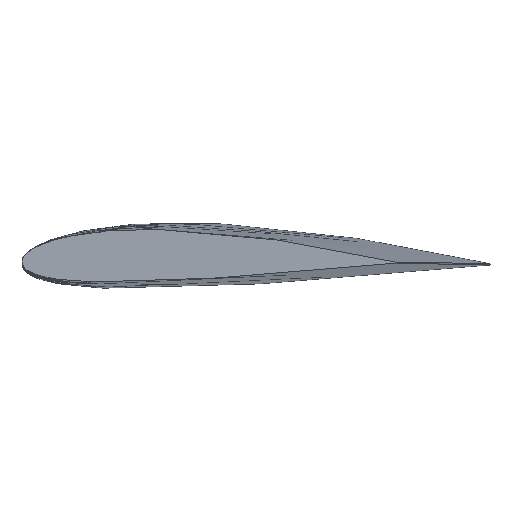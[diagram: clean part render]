
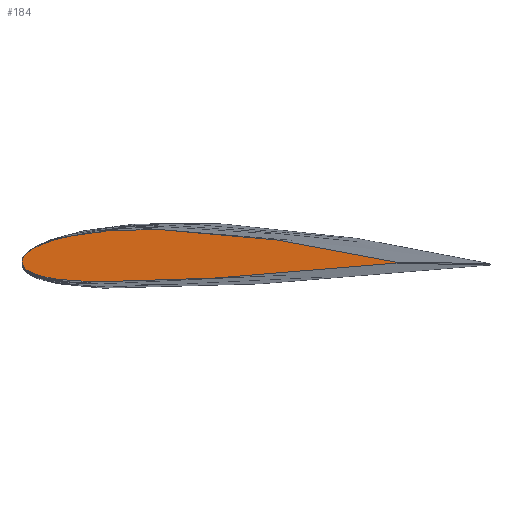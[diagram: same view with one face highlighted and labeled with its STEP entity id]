
A CAD part, top view. The second image highlights one B-rep face of the part: STEP entity #184.
In plain terms, the highlighted planar face has unit normal (0, 0, 1).
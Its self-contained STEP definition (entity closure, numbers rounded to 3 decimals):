
#3 = DIRECTION ( 'NONE',  ( 1., 0., 0. ) ) ;
#17 = CARTESIAN_POINT ( 'NONE',  ( 5.754, -4.259, 312.5 ) ) ;
#23 = CARTESIAN_POINT ( 'NONE',  ( 7.721, 6.443, 312.5 ) ) ;
#25 = DIRECTION ( 'NONE',  ( 0., 0., 1. ) ) ;
#34 = ORIENTED_EDGE ( 'NONE', *, *, #203, .T. ) ;
#39 = CARTESIAN_POINT ( 'NONE',  ( 120., 0.176, 312.5 ) ) ;
#46 = CARTESIAN_POINT ( 'NONE',  ( 120., -0.176, 312.5 ) ) ;
#52 = CARTESIAN_POINT ( 'NONE',  ( 41.414, 10.73, 312.5 ) ) ;
#54 = CARTESIAN_POINT ( 'NONE',  ( 19.539, 9.311, 312.5 ) ) ;
#70 = CARTESIAN_POINT ( 'NONE',  ( 119.957, 0., 312.5 ) ) ;
#75 = CARTESIAN_POINT ( 'NONE',  ( 1.116, 2.769, 312.5 ) ) ;
#78 = CARTESIAN_POINT ( 'NONE',  ( 24.465, 9.958, 312.5 ) ) ;
#82 = CARTESIAN_POINT ( 'NONE',  ( 35.467, 10.677, 312.5 ) ) ;
#85 = CARTESIAN_POINT ( 'NONE',  ( 15.074, 8.49, 312.5 ) ) ;
#91 = CARTESIAN_POINT ( 'NONE',  ( 116.899, 0.888, 312.5 ) ) ;
#103 = FACE_OUTER_BOUND ( 'NONE', #158, .T. ) ;
#106 = CARTESIAN_POINT ( 'NONE',  ( 2.705, 4.043, 312.5 ) ) ;
#109 = CARTESIAN_POINT ( 'NONE',  ( 114.55, -0.688, 312.5 ) ) ;
#112 = CARTESIAN_POINT ( 'NONE',  ( 3.404, -3.444, 312.5 ) ) ;
#114 = CARTESIAN_POINT ( 'NONE',  ( 8.662, -4.936, 312.5 ) ) ;
#116 = CARTESIAN_POINT ( 'NONE',  ( 101.178, -1.88, 312.5 ) ) ;
#124 = AXIS2_PLACEMENT_3D ( 'NONE', #154, #360, #3 ) ;
#136 = CARTESIAN_POINT ( 'NONE',  ( 83.891, -3.329, 312.5 ) ) ;
#141 = CARTESIAN_POINT ( 'NONE',  ( 99.724, 4.4, 312.5 ) ) ;
#146 = CARTESIAN_POINT ( 'NONE',  ( 119.554, -0.216, 312.5 ) ) ;
#148 = DIRECTION ( 'NONE',  ( -1., 0., 0. ) ) ;
#153 = CARTESIAN_POINT ( 'NONE',  ( 120., 0.176, 312.5 ) ) ;
#154 = CARTESIAN_POINT ( 'NONE',  ( 119.957, 0., 312.5 ) ) ;
#157 = VERTEX_POINT ( 'NONE', #153 ) ;
#158 = EDGE_LOOP ( 'NONE', ( #34, #362 ) ) ;
#165 = CARTESIAN_POINT ( 'NONE',  ( 119.896, 0.202, 312.5 ) ) ;
#168 = CARTESIAN_POINT ( 'NONE',  ( 29.795, 10.419, 312.5 ) ) ;
#171 = CARTESIAN_POINT ( 'NONE',  ( 93.112, -2.569, 312.5 ) ) ;
#177 = CARTESIAN_POINT ( 'NONE',  ( 4.91, 5.273, 312.5 ) ) ;
#179 = CARTESIAN_POINT ( 'NONE',  ( 1.625, -2.495, 312.5 ) ) ;
#184 = ADVANCED_FACE ( 'NONE', ( #103 ), #312, .T. ) ;
#191 = CIRCLE ( 'NONE', #298, 0.182 ) ;
#201 = CARTESIAN_POINT ( 'NONE',  ( 27.079, -6.305, 312.5 ) ) ;
#203 = EDGE_CURVE ( 'NONE', #157, #242, #273, .T. ) ;
#207 = CARTESIAN_POINT ( 'NONE',  ( 120., -0.176, 312.5 ) ) ;
#209 = CARTESIAN_POINT ( 'NONE',  ( 16.041, -5.871, 312.5 ) ) ;
#213 = CARTESIAN_POINT ( 'NONE',  ( 114.677, 1.38, 312.5 ) ) ;
#223 = CARTESIAN_POINT ( 'NONE',  ( 111.687, -0.949, 312.5 ) ) ;
#227 = CARTESIAN_POINT ( 'NONE',  ( 11.12, 7.526, 312.5 ) ) ;
#234 = CARTESIAN_POINT ( 'NONE',  ( 106.769, -1.393, 312.5 ) ) ;
#238 = CARTESIAN_POINT ( 'NONE',  ( 119.468, 0.306, 312.5 ) ) ;
#242 = VERTEX_POINT ( 'NONE', #207 ) ;
#251 = CARTESIAN_POINT ( 'NONE',  ( 111.86, 1.988, 312.5 ) ) ;
#255 = CARTESIAN_POINT ( 'NONE',  ( 12.103, -5.473, 312.5 ) ) ;
#259 = CARTESIAN_POINT ( 'NONE',  ( 87.73, 6.464, 312.5 ) ) ;
#261 = EDGE_CURVE ( 'NONE', #242, #157, #191, .T. ) ;
#263 = CARTESIAN_POINT ( 'NONE',  ( 41.641, -5.991, 312.5 ) ) ;
#265 = CARTESIAN_POINT ( 'NONE',  ( 74.242, -4.086, 312.5 ) ) ;
#273 = B_SPLINE_CURVE_WITH_KNOTS ( 'NONE', 3,
 ( #39, #165, #238, #356, #91, #213, #251, #351, #141, #259, #343, #320, #349, #288, #371, #52, #82, #168, #78, #54, #85, #227, #23, #177, #106, #75, #376, #323, #296, #179, #112, #17, #114, #255, #209, #374, #201, #314, #263, #317, #291, #380, #265, #136, #171, #116, #234, #223, #109, #294, #339, #146, #46 ),
 .UNSPECIFIED., .F., .F.,
 ( 4, 1, 1, 1, 1, 1, 1, 1, 1, 1, 1, 1, 1, 1, 1, 1, 1, 1, 1, 1, 1, 1, 1, 1, 1, 1, 1, 1, 1, 1, 1, 1, 1, 1, 1, 1, 1, 1, 1, 1, 1, 1, 1, 1, 1, 1, 1, 1, 1, 1, 4 ),
 ( 0., 0.001, 0.005, 0.012, 0.021, 0.033, 0.047, 0.082, 0.123, 0.195, 0.221, 0.247, 0.272, 0.298, 0.323, 0.347, 0.37, 0.392, 0.412, 0.431, 0.447, 0.462, 0.474, 0.484, 0.492, 0.499, 0.504, 0.509, 0.516, 0.524, 0.534, 0.546, 0.56, 0.576, 0.594, 0.614, 0.657, 0.681, 0.705, 0.73, 0.781, 0.806, 0.854, 0.898, 0.918, 0.953, 0.967, 0.979, 0.988, 0.995, 1. ),
 .UNSPECIFIED. ) ;
#288 = CARTESIAN_POINT ( 'NONE',  ( 53.794, 10.235, 312.5 ) ) ;
#291 = CARTESIAN_POINT ( 'NONE',  ( 55.796, -5.354, 312.5 ) ) ;
#294 = CARTESIAN_POINT ( 'NONE',  ( 116.812, -0.477, 312.5 ) ) ;
#296 = CARTESIAN_POINT ( 'NONE',  ( 0.413, -1.372, 312.5 ) ) ;
#298 = AXIS2_PLACEMENT_3D ( 'NONE', #70, #25, #148 ) ;
#312 = PLANE ( 'NONE',  #124 ) ;
#314 = CARTESIAN_POINT ( 'NONE',  ( 34.172, -6.224, 312.5 ) ) ;
#317 = CARTESIAN_POINT ( 'NONE',  ( 47.599, -5.749, 312.5 ) ) ;
#320 = CARTESIAN_POINT ( 'NONE',  ( 66.369, 9.175, 312.5 ) ) ;
#323 = CARTESIAN_POINT ( 'NONE',  ( -0.125, -0.013, 312.5 ) ) ;
#339 = CARTESIAN_POINT ( 'NONE',  ( 118.562, -0.314, 312.5 ) ) ;
#343 = CARTESIAN_POINT ( 'NONE',  ( 76.416, 8.056, 312.5 ) ) ;
#349 = CARTESIAN_POINT ( 'NONE',  ( 60.085, 9.763, 312.5 ) ) ;
#351 = CARTESIAN_POINT ( 'NONE',  ( 107.007, 2.994, 312.5 ) ) ;
#356 = CARTESIAN_POINT ( 'NONE',  ( 118.502, 0.523, 312.5 ) ) ;
#360 = DIRECTION ( 'NONE',  ( 0., 0., 1. ) ) ;
#362 = ORIENTED_EDGE ( 'NONE', *, *, #261, .T. ) ;
#371 = CARTESIAN_POINT ( 'NONE',  ( 47.548, 10.573, 312.5 ) ) ;
#374 = CARTESIAN_POINT ( 'NONE',  ( 20.437, -6.129, 312.5 ) ) ;
#376 = CARTESIAN_POINT ( 'NONE',  ( 0.134, 1.428, 312.5 ) ) ;
#380 = CARTESIAN_POINT ( 'NONE',  ( 64.06, -4.819, 312.5 ) ) ;
